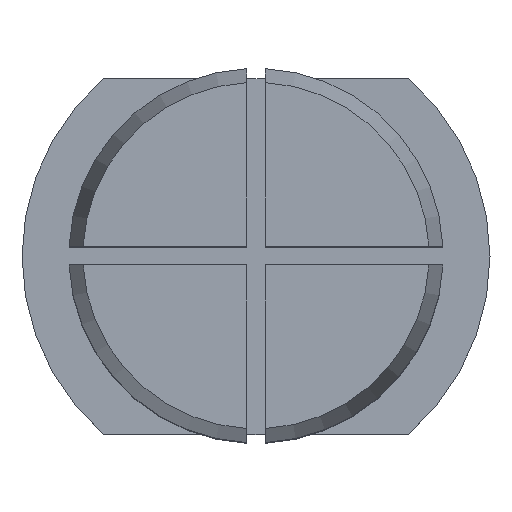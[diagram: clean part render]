
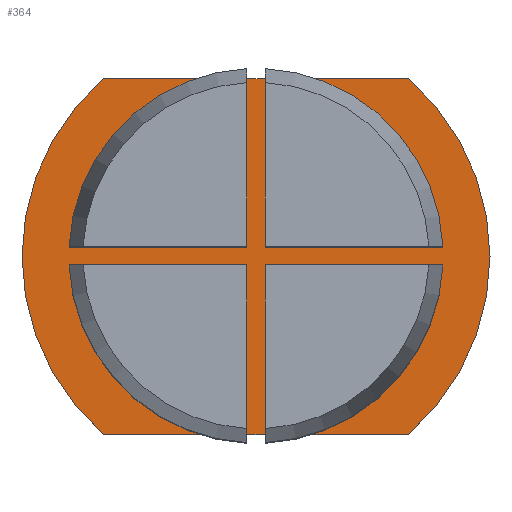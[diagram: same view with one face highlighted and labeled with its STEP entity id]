
A CAD part, top view. The second image highlights one B-rep face of the part: STEP entity #364.
In plain terms, the highlighted planar face has unit normal (0, 0, 1).
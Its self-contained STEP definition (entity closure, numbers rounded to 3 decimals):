
#32 = DIRECTION ( 'NONE',  ( 1., 0., 0. ) ) ;
#37 = EDGE_CURVE ( 'NONE', #2675, #1307, #2263, .T. ) ;
#47 = CARTESIAN_POINT ( 'NONE',  ( -3.25, -3.8, 7.2 ) ) ;
#70 = ORIENTED_EDGE ( 'NONE', *, *, #3276, .T. ) ;
#98 = VERTEX_POINT ( 'NONE', #577 ) ;
#134 = PLANE ( 'NONE',  #2524 ) ;
#143 = VECTOR ( 'NONE', #1920, 1000. ) ;
#148 = FACE_BOUND ( 'NONE', #2989, .T. ) ;
#163 = FACE_BOUND ( 'NONE', #2387, .T. ) ;
#183 = CIRCLE ( 'NONE', #1573, 3.7 ) ;
#185 = ORIENTED_EDGE ( 'NONE', *, *, #954, .F. ) ;
#195 = ORIENTED_EDGE ( 'NONE', *, *, #1441, .F. ) ;
#228 = CIRCLE ( 'NONE', #2818, 3.7 ) ;
#287 = EDGE_CURVE ( 'NONE', #98, #3413, #2300, .T. ) ;
#292 = DIRECTION ( 'NONE',  ( 1., 0., 0. ) ) ;
#293 = ORIENTED_EDGE ( 'NONE', *, *, #1093, .F. ) ;
#298 = CARTESIAN_POINT ( 'NONE',  ( -3.25, 3.8, 7.2 ) ) ;
#299 = EDGE_CURVE ( 'NONE', #1826, #1918, #2418, .T. ) ;
#362 = LINE ( 'NONE', #1130, #143 ) ;
#364 = ADVANCED_FACE ( 'NONE', ( #163, #2002, #148, #720, #3016 ), #134, .F. ) ;
#369 = CARTESIAN_POINT ( 'NONE',  ( 0., -0.2, 7.2 ) ) ;
#378 = ORIENTED_EDGE ( 'NONE', *, *, #287, .T. ) ;
#484 = ORIENTED_EDGE ( 'NONE', *, *, #1046, .T. ) ;
#495 = CARTESIAN_POINT ( 'NONE',  ( 0.2, -3.695, 7.2 ) ) ;
#536 = ORIENTED_EDGE ( 'NONE', *, *, #1989, .T. ) ;
#542 = DIRECTION ( 'NONE',  ( 0., 0., 1. ) ) ;
#550 = CARTESIAN_POINT ( 'NONE',  ( -3.695, -0.2, 7.2 ) ) ;
#557 = LINE ( 'NONE', #3162, #2346 ) ;
#572 = VERTEX_POINT ( 'NONE', #1934 ) ;
#577 = CARTESIAN_POINT ( 'NONE',  ( 5., 0., 7.2 ) ) ;
#599 = AXIS2_PLACEMENT_3D ( 'NONE', #1979, #1726, #2770 ) ;
#601 = DIRECTION ( 'NONE',  ( 0., -1., 0. ) ) ;
#636 = EDGE_CURVE ( 'NONE', #1307, #1194, #362, .T. ) ;
#671 = VECTOR ( 'NONE', #1535, 1000. ) ;
#720 = FACE_OUTER_BOUND ( 'NONE', #1397, .T. ) ;
#729 = CARTESIAN_POINT ( 'NONE',  ( 0.2, 0., 7.2 ) ) ;
#739 = VERTEX_POINT ( 'NONE', #923 ) ;
#753 = DIRECTION ( 'NONE',  ( 1., 0., 0. ) ) ;
#797 = CARTESIAN_POINT ( 'NONE',  ( 0., 0., 7.2 ) ) ;
#809 = ORIENTED_EDGE ( 'NONE', *, *, #636, .F. ) ;
#848 = EDGE_CURVE ( 'NONE', #1758, #2405, #3129, .T. ) ;
#877 = EDGE_LOOP ( 'NONE', ( #809, #3363, #536 ) ) ;
#878 = CARTESIAN_POINT ( 'NONE',  ( 0., 0., 7.2 ) ) ;
#903 = VECTOR ( 'NONE', #2340, 1000. ) ;
#909 = CARTESIAN_POINT ( 'NONE',  ( 3.25, -3.8, 7.2 ) ) ;
#923 = CARTESIAN_POINT ( 'NONE',  ( 3.695, 0.2, 7.2 ) ) ;
#935 = DIRECTION ( 'NONE',  ( 1., 0., 0. ) ) ;
#954 = EDGE_CURVE ( 'NONE', #2405, #572, #228, .T. ) ;
#956 = CARTESIAN_POINT ( 'NONE',  ( 0.2, 0.2, 7.2 ) ) ;
#1046 = EDGE_CURVE ( 'NONE', #1918, #2670, #1327, .T. ) ;
#1050 = DIRECTION ( 'NONE',  ( 1., 0., 0. ) ) ;
#1054 = ORIENTED_EDGE ( 'NONE', *, *, #2350, .T. ) ;
#1089 = VERTEX_POINT ( 'NONE', #550 ) ;
#1093 = EDGE_CURVE ( 'NONE', #2691, #739, #1611, .T. ) ;
#1130 = CARTESIAN_POINT ( 'NONE',  ( 0., 0.2, 7.2 ) ) ;
#1134 = EDGE_CURVE ( 'NONE', #3413, #1826, #3147, .T. ) ;
#1136 = LINE ( 'NONE', #1152, #1956 ) ;
#1152 = CARTESIAN_POINT ( 'NONE',  ( 0.2, 0., 7.2 ) ) ;
#1194 = VERTEX_POINT ( 'NONE', #1817 ) ;
#1205 = CARTESIAN_POINT ( 'NONE',  ( -0.2, -0.2, 7.2 ) ) ;
#1224 = VECTOR ( 'NONE', #1422, 1000. ) ;
#1270 = DIRECTION ( 'NONE',  ( -1., 0., 0. ) ) ;
#1271 = ORIENTED_EDGE ( 'NONE', *, *, #2382, .F. ) ;
#1307 = VERTEX_POINT ( 'NONE', #1727 ) ;
#1327 = LINE ( 'NONE', #2386, #2777 ) ;
#1343 = ORIENTED_EDGE ( 'NONE', *, *, #1468, .F. ) ;
#1356 = DIRECTION ( 'NONE',  ( 1., 0., 0. ) ) ;
#1397 = EDGE_LOOP ( 'NONE', ( #1619, #378, #2299, #1907, #484 ) ) ;
#1400 = DIRECTION ( 'NONE',  ( 0., 0., 1. ) ) ;
#1422 = DIRECTION ( 'NONE',  ( 1., 0., 0. ) ) ;
#1437 = EDGE_CURVE ( 'NONE', #1758, #572, #557, .T. ) ;
#1441 = EDGE_CURVE ( 'NONE', #739, #2511, #183, .T. ) ;
#1468 = EDGE_CURVE ( 'NONE', #1089, #3209, #2119, .T. ) ;
#1535 = DIRECTION ( 'NONE',  ( 0., -1., 0. ) ) ;
#1573 = AXIS2_PLACEMENT_3D ( 'NONE', #797, #542, #1356 ) ;
#1602 = DIRECTION ( 'NONE',  ( 0., 0., 1. ) ) ;
#1611 = LINE ( 'NONE', #1870, #3274 ) ;
#1619 = ORIENTED_EDGE ( 'NONE', *, *, #3035, .T. ) ;
#1622 = CARTESIAN_POINT ( 'NONE',  ( 0., 0., 7.2 ) ) ;
#1663 = CIRCLE ( 'NONE', #599, 5. ) ;
#1667 = CARTESIAN_POINT ( 'NONE',  ( 0., 0., 7.2 ) ) ;
#1686 = DIRECTION ( 'NONE',  ( 1., 0., 0. ) ) ;
#1726 = DIRECTION ( 'NONE',  ( 0., 0., 1. ) ) ;
#1727 = CARTESIAN_POINT ( 'NONE',  ( -3.695, 0.2, 7.2 ) ) ;
#1754 = CARTESIAN_POINT ( 'NONE',  ( -0.2, 0., 7.2 ) ) ;
#1758 = VERTEX_POINT ( 'NONE', #2238 ) ;
#1787 = DIRECTION ( 'NONE',  ( -1., 0., 0. ) ) ;
#1817 = CARTESIAN_POINT ( 'NONE',  ( -0.2, 0.2, 7.2 ) ) ;
#1826 = VERTEX_POINT ( 'NONE', #298 ) ;
#1865 = ORIENTED_EDGE ( 'NONE', *, *, #848, .F. ) ;
#1870 = CARTESIAN_POINT ( 'NONE',  ( 0., 0.2, 7.2 ) ) ;
#1883 = VECTOR ( 'NONE', #601, 1000. ) ;
#1907 = ORIENTED_EDGE ( 'NONE', *, *, #299, .T. ) ;
#1918 = VERTEX_POINT ( 'NONE', #47 ) ;
#1920 = DIRECTION ( 'NONE',  ( 1., 0., 0. ) ) ;
#1934 = CARTESIAN_POINT ( 'NONE',  ( 3.695, -0.2, 7.2 ) ) ;
#1956 = VECTOR ( 'NONE', #2217, 1000. ) ;
#1979 = CARTESIAN_POINT ( 'NONE',  ( 0., 0., 7.2 ) ) ;
#1989 = EDGE_CURVE ( 'NONE', #2675, #1194, #2065, .T. ) ;
#2002 = FACE_BOUND ( 'NONE', #2968, .T. ) ;
#2031 = CARTESIAN_POINT ( 'NONE',  ( 0., 3.8, 7.2 ) ) ;
#2065 = LINE ( 'NONE', #1754, #903 ) ;
#2072 = AXIS2_PLACEMENT_3D ( 'NONE', #878, #2983, #1686 ) ;
#2087 = VERTEX_POINT ( 'NONE', #1205 ) ;
#2119 = CIRCLE ( 'NONE', #3107, 3.7 ) ;
#2146 = DIRECTION ( 'NONE',  ( 0., 0., 1. ) ) ;
#2182 = LINE ( 'NONE', #2748, #1883 ) ;
#2217 = DIRECTION ( 'NONE',  ( 0., -1., 0. ) ) ;
#2238 = CARTESIAN_POINT ( 'NONE',  ( 0.2, -0.2, 7.2 ) ) ;
#2263 = CIRCLE ( 'NONE', #3362, 3.7 ) ;
#2297 = DIRECTION ( 'NONE',  ( 0., 0., -1. ) ) ;
#2299 = ORIENTED_EDGE ( 'NONE', *, *, #1134, .T. ) ;
#2300 = CIRCLE ( 'NONE', #2953, 5. ) ;
#2340 = DIRECTION ( 'NONE',  ( 0., -1., 0. ) ) ;
#2346 = VECTOR ( 'NONE', #32, 1000. ) ;
#2350 = EDGE_CURVE ( 'NONE', #1089, #2087, #2446, .T. ) ;
#2382 = EDGE_CURVE ( 'NONE', #2511, #2691, #1136, .T. ) ;
#2386 = CARTESIAN_POINT ( 'NONE',  ( 0., -3.8, 7.2 ) ) ;
#2387 = EDGE_LOOP ( 'NONE', ( #195, #293, #1271 ) ) ;
#2405 = VERTEX_POINT ( 'NONE', #495 ) ;
#2418 = CIRCLE ( 'NONE', #2072, 5. ) ;
#2445 = CARTESIAN_POINT ( 'NONE',  ( -0.2, -3.695, 7.2 ) ) ;
#2446 = LINE ( 'NONE', #369, #1224 ) ;
#2460 = DIRECTION ( 'NONE',  ( 1., 0., 0. ) ) ;
#2511 = VERTEX_POINT ( 'NONE', #2825 ) ;
#2524 = AXIS2_PLACEMENT_3D ( 'NONE', #3032, #2297, #1787 ) ;
#2525 = CARTESIAN_POINT ( 'NONE',  ( 3.25, 3.8, 7.2 ) ) ;
#2558 = VECTOR ( 'NONE', #1270, 1000. ) ;
#2670 = VERTEX_POINT ( 'NONE', #909 ) ;
#2675 = VERTEX_POINT ( 'NONE', #3264 ) ;
#2691 = VERTEX_POINT ( 'NONE', #956 ) ;
#2748 = CARTESIAN_POINT ( 'NONE',  ( -0.2, 0., 7.2 ) ) ;
#2769 = DIRECTION ( 'NONE',  ( 0., 0., 1. ) ) ;
#2770 = DIRECTION ( 'NONE',  ( 1., 0., 0. ) ) ;
#2777 = VECTOR ( 'NONE', #753, 1000. ) ;
#2818 = AXIS2_PLACEMENT_3D ( 'NONE', #3430, #2146, #1050 ) ;
#2825 = CARTESIAN_POINT ( 'NONE',  ( 0.2, 3.695, 7.2 ) ) ;
#2953 = AXIS2_PLACEMENT_3D ( 'NONE', #1667, #1400, #2460 ) ;
#2968 = EDGE_LOOP ( 'NONE', ( #3114, #185, #1865 ) ) ;
#2983 = DIRECTION ( 'NONE',  ( 0., 0., 1. ) ) ;
#2989 = EDGE_LOOP ( 'NONE', ( #70, #1343, #1054 ) ) ;
#3016 = FACE_BOUND ( 'NONE', #877, .T. ) ;
#3022 = CARTESIAN_POINT ( 'NONE',  ( 0., 0., 7.2 ) ) ;
#3032 = CARTESIAN_POINT ( 'NONE',  ( 0., 5., 7.2 ) ) ;
#3035 = EDGE_CURVE ( 'NONE', #2670, #98, #1663, .T. ) ;
#3107 = AXIS2_PLACEMENT_3D ( 'NONE', #3022, #2769, #935 ) ;
#3114 = ORIENTED_EDGE ( 'NONE', *, *, #1437, .T. ) ;
#3129 = LINE ( 'NONE', #729, #671 ) ;
#3144 = DIRECTION ( 'NONE',  ( 1., 0., 0. ) ) ;
#3147 = LINE ( 'NONE', #2031, #2558 ) ;
#3162 = CARTESIAN_POINT ( 'NONE',  ( 0., -0.2, 7.2 ) ) ;
#3209 = VERTEX_POINT ( 'NONE', #2445 ) ;
#3264 = CARTESIAN_POINT ( 'NONE',  ( -0.2, 3.695, 7.2 ) ) ;
#3274 = VECTOR ( 'NONE', #292, 1000. ) ;
#3276 = EDGE_CURVE ( 'NONE', #2087, #3209, #2182, .T. ) ;
#3362 = AXIS2_PLACEMENT_3D ( 'NONE', #1622, #1602, #3144 ) ;
#3363 = ORIENTED_EDGE ( 'NONE', *, *, #37, .F. ) ;
#3413 = VERTEX_POINT ( 'NONE', #2525 ) ;
#3430 = CARTESIAN_POINT ( 'NONE',  ( 0., 0., 7.2 ) ) ;
